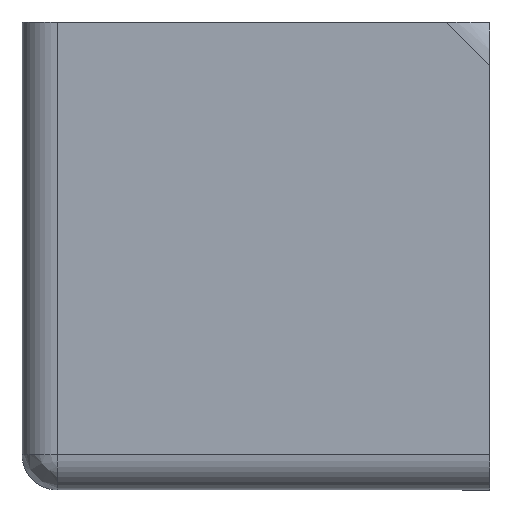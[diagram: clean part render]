
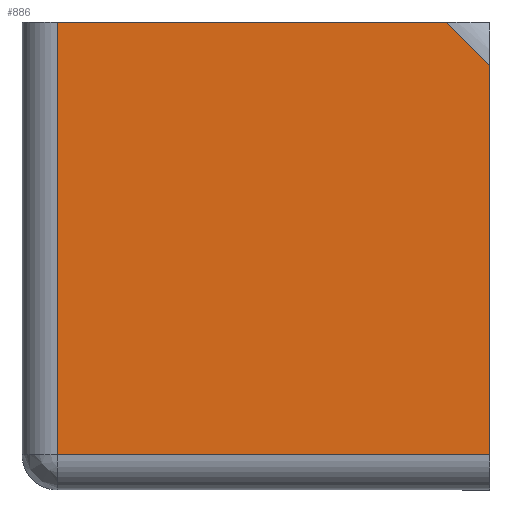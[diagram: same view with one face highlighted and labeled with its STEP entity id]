
A CAD part, left-side view. The second image highlights one B-rep face of the part: STEP entity #886.
In plain terms, the highlighted planar face has unit normal (-1, 0, 0).
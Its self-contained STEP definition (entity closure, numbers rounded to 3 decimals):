
#97 = EDGE_CURVE ( 'NONE', #1353, #1192, #1037, .T. ) ;
#104 = VECTOR ( 'NONE', #434, 1000. ) ;
#229 = AXIS2_PLACEMENT_3D ( 'NONE', #975, #956, #962 ) ;
#295 = ORIENTED_EDGE ( 'NONE', *, *, #805, .F. ) ;
#300 = DIRECTION ( 'NONE',  ( 0., -0.707, -0.707 ) ) ;
#321 = CARTESIAN_POINT ( 'NONE',  ( -20., 2.35, 10.479 ) ) ;
#349 = CARTESIAN_POINT ( 'NONE',  ( -20., 0., -8.5 ) ) ;
#388 = EDGE_CURVE ( 'NONE', #484, #1353, #981, .T. ) ;
#433 = CARTESIAN_POINT ( 'NONE',  ( -20., 0., -8.5 ) ) ;
#434 = DIRECTION ( 'NONE',  ( 0., 1., 0. ) ) ;
#473 = ORIENTED_EDGE ( 'NONE', *, *, #869, .T. ) ;
#484 = VERTEX_POINT ( 'NONE', #349 ) ;
#570 = ORIENTED_EDGE ( 'NONE', *, *, #388, .F. ) ;
#575 = ORIENTED_EDGE ( 'NONE', *, *, #97, .F. ) ;
#647 = VECTOR ( 'NONE', #1113, 1000. ) ;
#666 = LINE ( 'NONE', #1352, #1441 ) ;
#674 = VECTOR ( 'NONE', #1144, 1000. ) ;
#719 = LINE ( 'NONE', #321, #1198 ) ;
#805 = EDGE_CURVE ( 'NONE', #1192, #1221, #666, .T. ) ;
#862 = EDGE_LOOP ( 'NONE', ( #1045, #295, #575, #570, #473 ) ) ;
#869 = EDGE_CURVE ( 'NONE', #484, #1234, #1232, .T. ) ;
#886 = ADVANCED_FACE ( 'NONE', ( #1464 ), #988, .F. ) ;
#941 = EDGE_CURVE ( 'NONE', #1221, #1234, #719, .T. ) ;
#956 = DIRECTION ( 'NONE',  ( 1., 0., 0. ) ) ;
#962 = DIRECTION ( 'NONE',  ( 0., 1., 0. ) ) ;
#975 = CARTESIAN_POINT ( 'NONE',  ( -20., 0., 10. ) ) ;
#981 = LINE ( 'NONE', #433, #104 ) ;
#988 = PLANE ( 'NONE',  #229 ) ;
#1037 = LINE ( 'NONE', #1228, #674 ) ;
#1045 = ORIENTED_EDGE ( 'NONE', *, *, #941, .F. ) ;
#1113 = DIRECTION ( 'NONE',  ( 0., 0., 1. ) ) ;
#1144 = DIRECTION ( 'NONE',  ( 0., 0., 1. ) ) ;
#1146 = CARTESIAN_POINT ( 'NONE',  ( -20., 0., 10. ) ) ;
#1192 = VERTEX_POINT ( 'NONE', #1492 ) ;
#1198 = VECTOR ( 'NONE', #300, 1000. ) ;
#1221 = VERTEX_POINT ( 'NONE', #1473 ) ;
#1228 = CARTESIAN_POINT ( 'NONE',  ( -20., 18.5, 10. ) ) ;
#1232 = LINE ( 'NONE', #1146, #647 ) ;
#1234 = VERTEX_POINT ( 'NONE', #1467 ) ;
#1312 = DIRECTION ( 'NONE',  ( 0., -1., 0. ) ) ;
#1352 = CARTESIAN_POINT ( 'NONE',  ( -20., 0., 10. ) ) ;
#1353 = VERTEX_POINT ( 'NONE', #1455 ) ;
#1441 = VECTOR ( 'NONE', #1312, 1000. ) ;
#1455 = CARTESIAN_POINT ( 'NONE',  ( -20., 18.5, -8.5 ) ) ;
#1464 = FACE_OUTER_BOUND ( 'NONE', #862, .T. ) ;
#1467 = CARTESIAN_POINT ( 'NONE',  ( -20., 0., 8.129 ) ) ;
#1473 = CARTESIAN_POINT ( 'NONE',  ( -20., 1.871, 10. ) ) ;
#1492 = CARTESIAN_POINT ( 'NONE',  ( -20., 18.5, 10. ) ) ;
